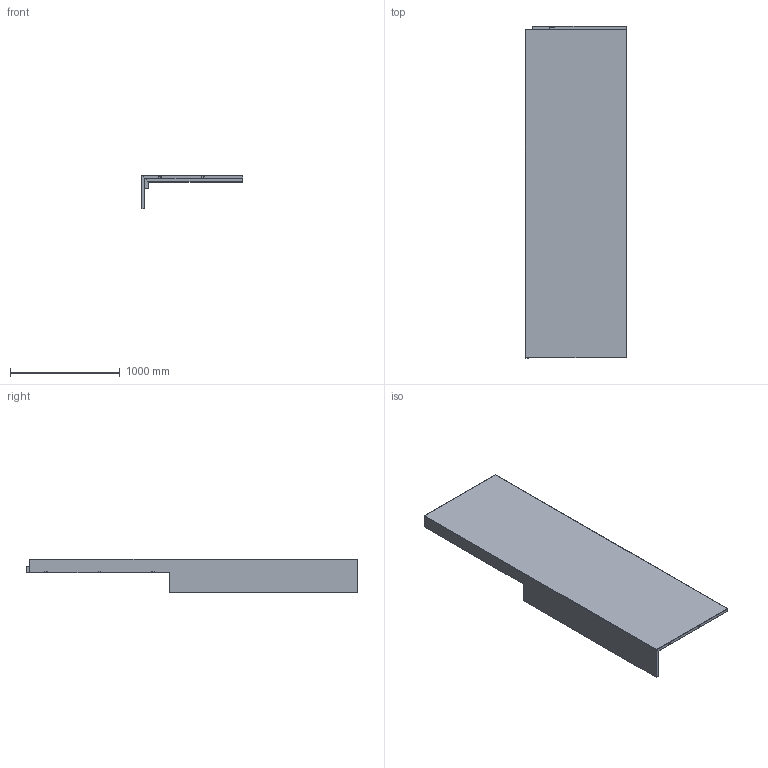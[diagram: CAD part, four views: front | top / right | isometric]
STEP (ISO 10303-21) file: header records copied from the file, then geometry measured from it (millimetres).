
FILE_DESCRIPTION(('FreeCAD Model'),'2;1');
FILE_NAME('Open CASCADE Shape Model','2026-02-05T09:25:36',('FreeCAD'),( 'FreeCAD'),'Open CASCADE STEP processor 7.8','FreeCAD','Unknown');
FILE_SCHEMA(('AUTOMOTIVE_DESIGN { 1 0 10303 214 1 1 1 1 }'));
Length unit declared in the file: millimetre
Products named in the file (1): Open CASCADE STEP translator 7.8 2
Bounding box: 923 x 3030.5 x 309 mm (x, y, z)
Volume: 5482122.1 mm3; surface area: 7323754.1 mm2
Topology: 1 solids, 1 shells, 215 faces, 575 edges, 362 vertices
Faces by surface type: plane 107, cylinder 68, bspline 40
Entity records: 8938 total; most frequent: CARTESIAN_POINT 3620, ORIENTED_EDGE 1150, DIRECTION 957, EDGE_CURVE 575, LINE 365, VECTOR 365, VERTEX_POINT 362, FACE_BOUND 297
